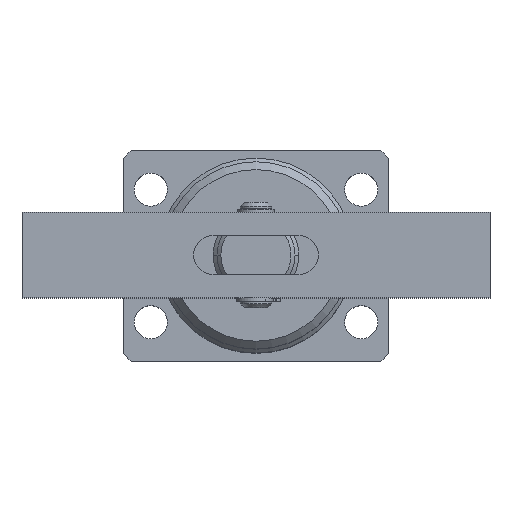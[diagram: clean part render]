
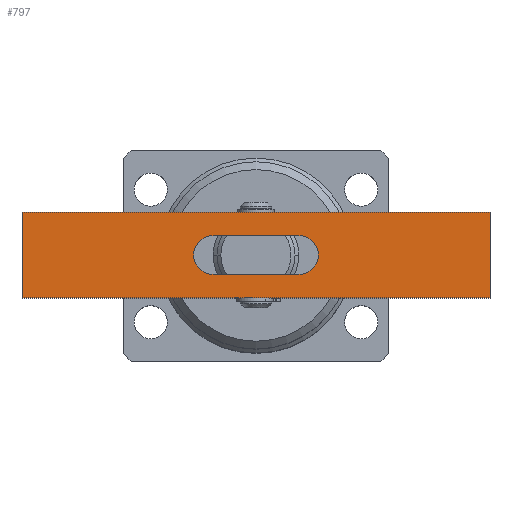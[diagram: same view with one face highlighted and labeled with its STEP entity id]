
A CAD part, top view. The second image highlights one B-rep face of the part: STEP entity #797.
In plain terms, the highlighted face is planar.
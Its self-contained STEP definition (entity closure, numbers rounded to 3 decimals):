
#150 = CARTESIAN_POINT ( 'NONE',  ( 11., -11., 5. ) ) ;
#157 = CARTESIAN_POINT ( 'NONE',  ( 11., -11., 0. ) ) ;
#163 = DIRECTION ( 'NONE',  ( 0., 0., 1. ) ) ;
#167 = DIRECTION ( 'NONE',  ( 0., 1., 0. ) ) ;
#171 = CARTESIAN_POINT ( 'NONE',  ( -11., -11., 5. ) ) ;
#202 = CARTESIAN_POINT ( 'NONE',  ( 11., -11., -5. ) ) ;
#205 = CARTESIAN_POINT ( 'NONE',  ( -11., -11., -5. ) ) ;
#365 = CARTESIAN_POINT ( 'NONE',  ( -60., -11., 11. ) ) ;
#368 = DIRECTION ( 'NONE',  ( 1., 0., 0. ) ) ;
#388 = CARTESIAN_POINT ( 'NONE',  ( -60., -11., -11. ) ) ;
#397 = DIRECTION ( 'NONE',  ( 1., 0., 0. ) ) ;
#400 = DIRECTION ( 'NONE',  ( 0., 0., 1. ) ) ;
#402 = DIRECTION ( 'NONE',  ( 0., 1., 0. ) ) ;
#405 = CARTESIAN_POINT ( 'NONE',  ( -11., -11., 0. ) ) ;
#619 = FACE_OUTER_BOUND ( 'NONE', #3121, .T. ) ;
#629 = FACE_BOUND ( 'NONE', #3207, .T. ) ;
#797 = ADVANCED_FACE ( 'NONE', ( #629, #619 ), #2861, .F. ) ;
#884 = VECTOR ( 'NONE', #368, 1000. ) ;
#886 = LINE ( 'NONE', #365, #884 ) ;
#957 = CIRCLE ( 'NONE', #1869, 5. ) ;
#984 = VECTOR ( 'NONE', #397, 1000. ) ;
#986 = LINE ( 'NONE', #388, #984 ) ;
#997 = VECTOR ( 'NONE', #2065, 1000. ) ;
#998 = CIRCLE ( 'NONE', #1880, 5. ) ;
#1007 = VECTOR ( 'NONE', #2061, 1000. ) ;
#1008 = LINE ( 'NONE', #2062, #997 ) ;
#1014 = LINE ( 'NONE', #2068, #1007 ) ;
#1020 = VECTOR ( 'NONE', #2075, 1000. ) ;
#1025 = LINE ( 'NONE', #2077, #1020 ) ;
#1096 = VECTOR ( 'NONE', #2331, 1000. ) ;
#1101 = LINE ( 'NONE', #2334, #1096 ) ;
#1621 = AXIS2_PLACEMENT_3D ( 'NONE', #2866, #2856, #2855 ) ;
#1869 = AXIS2_PLACEMENT_3D ( 'NONE', #157, #167, #163 ) ;
#1880 = AXIS2_PLACEMENT_3D ( 'NONE', #405, #402, #400 ) ;
#2061 = DIRECTION ( 'NONE',  ( 0., 0., -1. ) ) ;
#2062 = CARTESIAN_POINT ( 'NONE',  ( -11., -11., 5. ) ) ;
#2065 = DIRECTION ( 'NONE',  ( 1., 0., 0. ) ) ;
#2068 = CARTESIAN_POINT ( 'NONE',  ( -60., -11., 11. ) ) ;
#2075 = DIRECTION ( 'NONE',  ( -1., 0., 0. ) ) ;
#2077 = CARTESIAN_POINT ( 'NONE',  ( -11., -11., -5. ) ) ;
#2132 = VERTEX_POINT ( 'NONE', #4496 ) ;
#2200 = VERTEX_POINT ( 'NONE', #4438 ) ;
#2246 = VERTEX_POINT ( 'NONE', #2493 ) ;
#2250 = VERTEX_POINT ( 'NONE', #2420 ) ;
#2331 = DIRECTION ( 'NONE',  ( 0., 0., -1. ) ) ;
#2334 = CARTESIAN_POINT ( 'NONE',  ( 60., -11., 11. ) ) ;
#2420 = CARTESIAN_POINT ( 'NONE',  ( 60., -11., -11. ) ) ;
#2493 = CARTESIAN_POINT ( 'NONE',  ( 60., -11., 11. ) ) ;
#2855 = DIRECTION ( 'NONE',  ( 0., 0., 1. ) ) ;
#2856 = DIRECTION ( 'NONE',  ( 0., 1., 0. ) ) ;
#2861 = PLANE ( 'NONE',  #1621 ) ;
#2866 = CARTESIAN_POINT ( 'NONE',  ( -60., -11., 11. ) ) ;
#3121 = EDGE_LOOP ( 'NONE', ( #3311, #3302, #3309, #3310 ) ) ;
#3207 = EDGE_LOOP ( 'NONE', ( #3315, #3316, #3313, #3314 ) ) ;
#3302 = ORIENTED_EDGE ( 'NONE', *, *, #3486, .F. ) ;
#3309 = ORIENTED_EDGE ( 'NONE', *, *, #3569, .F. ) ;
#3310 = ORIENTED_EDGE ( 'NONE', *, *, #3525, .T. ) ;
#3311 = ORIENTED_EDGE ( 'NONE', *, *, #3536, .T. ) ;
#3313 = ORIENTED_EDGE ( 'NONE', *, *, #3529, .T. ) ;
#3314 = ORIENTED_EDGE ( 'NONE', *, *, #3550, .T. ) ;
#3315 = ORIENTED_EDGE ( 'NONE', *, *, #3520, .T. ) ;
#3316 = ORIENTED_EDGE ( 'NONE', *, *, #3530, .T. ) ;
#3486 = EDGE_CURVE ( 'NONE', #2246, #2250, #1101, .T. ) ;
#3520 = EDGE_CURVE ( 'NONE', #4066, #4062, #1025, .T. ) ;
#3525 = EDGE_CURVE ( 'NONE', #2200, #2132, #1014, .T. ) ;
#3529 = EDGE_CURVE ( 'NONE', #4090, #4105, #1008, .T. ) ;
#3530 = EDGE_CURVE ( 'NONE', #4062, #4090, #998, .T. ) ;
#3536 = EDGE_CURVE ( 'NONE', #2132, #2250, #986, .T. ) ;
#3550 = EDGE_CURVE ( 'NONE', #4105, #4066, #957, .T. ) ;
#3569 = EDGE_CURVE ( 'NONE', #2200, #2246, #886, .T. ) ;
#4062 = VERTEX_POINT ( 'NONE', #205 ) ;
#4066 = VERTEX_POINT ( 'NONE', #202 ) ;
#4090 = VERTEX_POINT ( 'NONE', #171 ) ;
#4105 = VERTEX_POINT ( 'NONE', #150 ) ;
#4438 = CARTESIAN_POINT ( 'NONE',  ( -60., -11., 11. ) ) ;
#4496 = CARTESIAN_POINT ( 'NONE',  ( -60., -11., -11. ) ) ;
